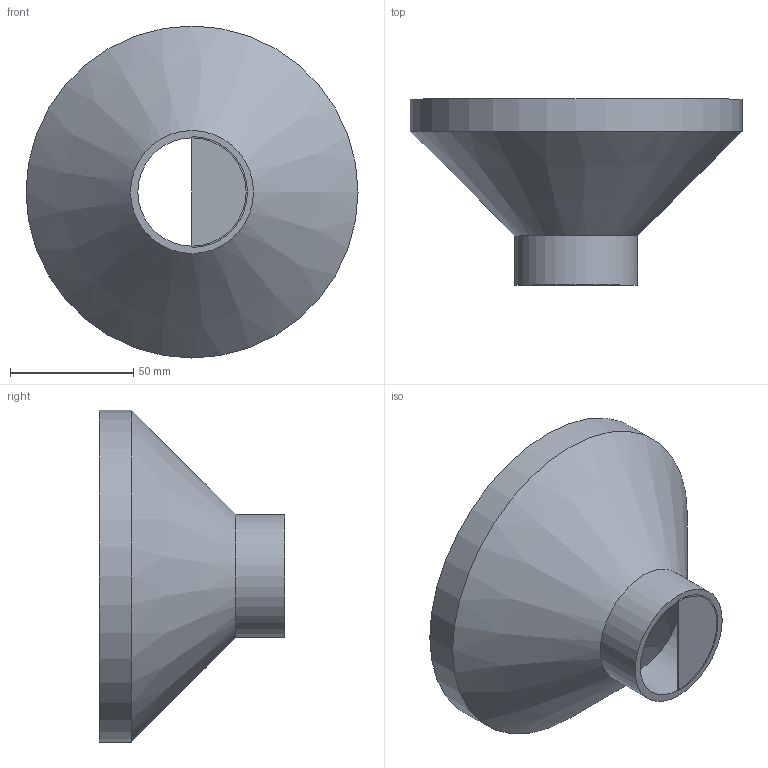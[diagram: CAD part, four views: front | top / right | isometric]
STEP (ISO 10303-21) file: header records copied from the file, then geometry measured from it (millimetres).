
FILE_DESCRIPTION(('FreeCAD Model'),'2;1');
FILE_NAME('Open CASCADE Shape Model','2025-02-27T20:44:49',(''),(''), 'Open CASCADE STEP processor 7.8','FreeCAD','Unknown');
FILE_SCHEMA(('AUTOMOTIVE_DESIGN { 1 0 10303 214 1 1 1 1 }'));
Length unit declared in the file: millimetre
Products named in the file (1): Chute
Bounding box: 134.85 x 75.54 x 134.85 mm (x, y, z)
Volume: 76693.3 mm3; surface area: 53267.7 mm2
Topology: 1 solids, 1 shells, 13 faces, 28 edges, 17 vertices
Faces by surface type: plane 7, cylinder 4, cone 2
Full cylindrical faces by diameter (mm): 44 x1, 50 x1, 128.853 x1, 134.853 x1
Entity records: 770 total; most frequent: CARTESIAN_POINT 155, DIRECTION 120, ORIENTED_EDGE 56, PCURVE 56, DEFINITIONAL_REPRESENTATION 56, LINE 53, VECTOR 53, AXIS2_PLACEMENT_3D 29
